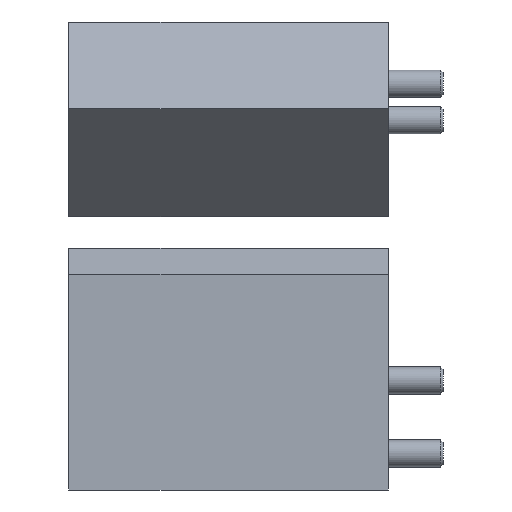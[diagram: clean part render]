
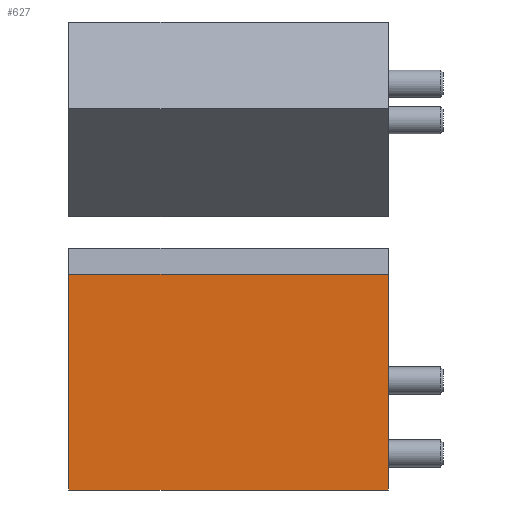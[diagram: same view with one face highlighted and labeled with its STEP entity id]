
A CAD part, left-side view. The second image highlights one B-rep face of the part: STEP entity #627.
In plain terms, the highlighted face is planar.
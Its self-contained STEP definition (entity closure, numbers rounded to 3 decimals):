
#124=ORIENTED_EDGE('',*,*,#271,.T.);
#125=ORIENTED_EDGE('',*,*,#272,.F.);
#126=ORIENTED_EDGE('',*,*,#273,.F.);
#127=ORIENTED_EDGE('',*,*,#269,.T.);
#269=EDGE_CURVE('',#343,#342,#394,.T.);
#271=EDGE_CURVE('',#342,#344,#396,.T.);
#272=EDGE_CURVE('',#345,#344,#397,.T.);
#273=EDGE_CURVE('',#343,#345,#398,.T.);
#342=VERTEX_POINT('',#1009);
#343=VERTEX_POINT('',#1011);
#344=VERTEX_POINT('',#1015);
#345=VERTEX_POINT('',#1017);
#394=LINE('',#1010,#430);
#396=LINE('',#1014,#432);
#397=LINE('',#1016,#433);
#398=LINE('',#1018,#434);
#430=VECTOR('',#796,1000.);
#432=VECTOR('',#800,1000.);
#433=VECTOR('',#801,1000.);
#434=VECTOR('',#802,1000.);
#463=EDGE_LOOP('',(#124,#125,#126,#127));
#531=FACE_BOUND('',#463,.T.);
#600=PLANE('',#700);
#627=ADVANCED_FACE('',(#531),#600,.F.);
#700=AXIS2_PLACEMENT_3D('',#1013,#798,#799);
#796=DIRECTION('',(0.,-1.,0.));
#798=DIRECTION('',(-1.,0.,0.));
#799=DIRECTION('',(0.,0.,1.));
#800=DIRECTION('',(0.,0.,-1.));
#801=DIRECTION('',(0.,-1.,0.));
#802=DIRECTION('',(0.,0.,-1.));
#1009=CARTESIAN_POINT('',(5.5,0.,26.5));
#1010=CARTESIAN_POINT('',(5.5,35.,26.5));
#1011=CARTESIAN_POINT('',(5.5,35.,26.5));
#1013=CARTESIAN_POINT('',(5.5,35.,26.5));
#1014=CARTESIAN_POINT('',(5.5,0.,26.5));
#1015=CARTESIAN_POINT('',(5.5,0.,2.887));
#1016=CARTESIAN_POINT('',(5.5,35.,2.887));
#1017=CARTESIAN_POINT('',(5.5,35.,2.887));
#1018=CARTESIAN_POINT('',(5.5,35.,26.5));
